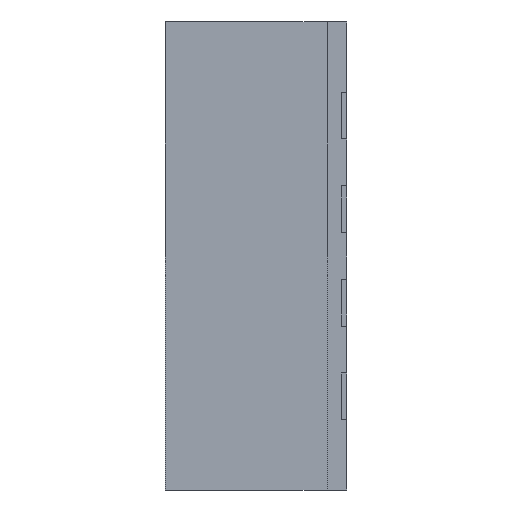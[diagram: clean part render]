
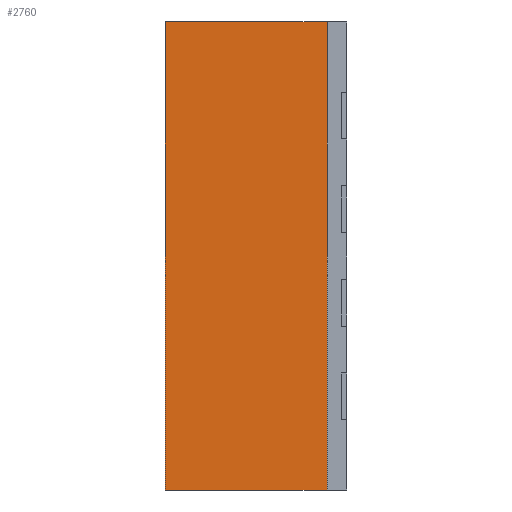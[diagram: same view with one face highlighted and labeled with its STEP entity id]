
A CAD part, left-side view. The second image highlights one B-rep face of the part: STEP entity #2760.
In plain terms, the highlighted planar face has unit normal (-1, 0, 0).
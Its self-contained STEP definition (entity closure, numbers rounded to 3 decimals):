
#180 = EDGE_CURVE ( 'NONE', #4626, #4240, #1965, .T. ) ;
#297 = CARTESIAN_POINT ( 'NONE',  ( -1.5, 0.105, -1.25 ) ) ;
#451 = CARTESIAN_POINT ( 'NONE',  ( -1.5, 0.105, 1.25 ) ) ;
#559 = CARTESIAN_POINT ( 'NONE',  ( -1.5, 0.97, 1.25 ) ) ;
#645 = LINE ( 'NONE', #3245, #1743 ) ;
#839 = CARTESIAN_POINT ( 'NONE',  ( -1.5, 5.845, 1.25 ) ) ;
#849 = EDGE_CURVE ( 'NONE', #4240, #1881, #1032, .T. ) ;
#913 = DIRECTION ( 'NONE',  ( 0., 0., 1. ) ) ;
#1004 = DIRECTION ( 'NONE',  ( 0., 0., -1. ) ) ;
#1032 = LINE ( 'NONE', #839, #2500 ) ;
#1232 = CARTESIAN_POINT ( 'NONE',  ( -1.5, 0.97, -1.25 ) ) ;
#1318 = CARTESIAN_POINT ( 'NONE',  ( -1.5, 0.97, -1.25 ) ) ;
#1445 = FACE_OUTER_BOUND ( 'NONE', #2775, .T. ) ;
#1624 = VECTOR ( 'NONE', #3962, 1000. ) ;
#1679 = VECTOR ( 'NONE', #3270, 1000. ) ;
#1743 = VECTOR ( 'NONE', #913, 1000. ) ;
#1825 = CARTESIAN_POINT ( 'NONE',  ( -1.5, 5.845, -1.25 ) ) ;
#1881 = VERTEX_POINT ( 'NONE', #451 ) ;
#1965 = LINE ( 'NONE', #1318, #1679 ) ;
#1983 = AXIS2_PLACEMENT_3D ( 'NONE', #1825, #2931, #1004 ) ;
#2500 = VECTOR ( 'NONE', #2782, 1000. ) ;
#2637 = LINE ( 'NONE', #3206, #1624 ) ;
#2760 = ADVANCED_FACE ( 'NONE', ( #1445 ), #4124, .F. ) ;
#2775 = EDGE_LOOP ( 'NONE', ( #3862, #4704, #2997, #3924 ) ) ;
#2782 = DIRECTION ( 'NONE',  ( 0., -1., 0. ) ) ;
#2931 = DIRECTION ( 'NONE',  ( 1., 0., 0. ) ) ;
#2997 = ORIENTED_EDGE ( 'NONE', *, *, #849, .F. ) ;
#3071 = EDGE_CURVE ( 'NONE', #4306, #4626, #2637, .T. ) ;
#3088 = EDGE_CURVE ( 'NONE', #4306, #1881, #645, .T. ) ;
#3206 = CARTESIAN_POINT ( 'NONE',  ( -1.5, 5.845, -1.25 ) ) ;
#3245 = CARTESIAN_POINT ( 'NONE',  ( -1.5, 0.105, 0. ) ) ;
#3270 = DIRECTION ( 'NONE',  ( 0., 0., 1. ) ) ;
#3862 = ORIENTED_EDGE ( 'NONE', *, *, #3071, .F. ) ;
#3924 = ORIENTED_EDGE ( 'NONE', *, *, #180, .F. ) ;
#3962 = DIRECTION ( 'NONE',  ( 0., 1., 0. ) ) ;
#4124 = PLANE ( 'NONE',  #1983 ) ;
#4240 = VERTEX_POINT ( 'NONE', #559 ) ;
#4306 = VERTEX_POINT ( 'NONE', #297 ) ;
#4626 = VERTEX_POINT ( 'NONE', #1232 ) ;
#4704 = ORIENTED_EDGE ( 'NONE', *, *, #3088, .T. ) ;
